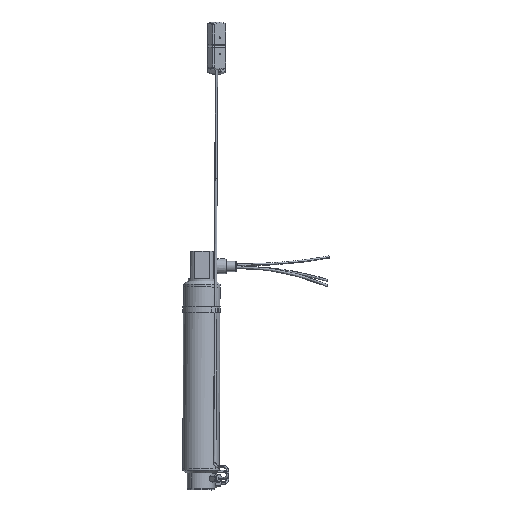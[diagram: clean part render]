
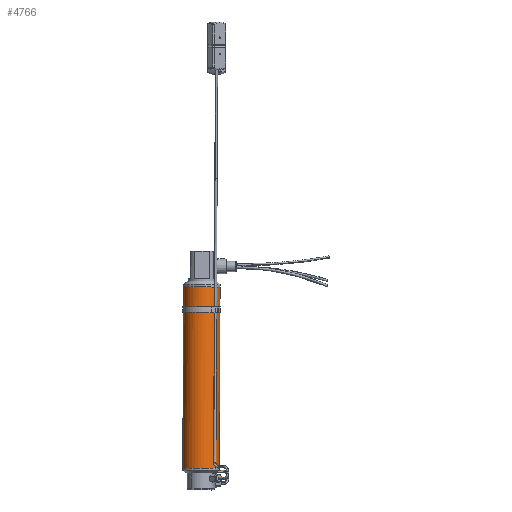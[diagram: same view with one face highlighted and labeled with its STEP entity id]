
A CAD part, front view. The second image highlights one B-rep face of the part: STEP entity #4766.
In plain terms, the highlighted cylindrical face has radius 25.4 mm (diameter 50.8 mm), a partial arc.
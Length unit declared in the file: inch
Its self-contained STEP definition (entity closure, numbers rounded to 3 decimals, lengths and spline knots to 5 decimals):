
#237 = AXIS2_PLACEMENT_3D ( 'NONE', #8277, #6976, #8179 ) ;
#1061 = CARTESIAN_POINT ( 'NONE',  ( 0.23473, -0.22234, -14.55703 ) ) ;
#1139 = CARTESIAN_POINT ( 'NONE',  ( -0.76526, -0.22233, -14.55277 ) ) ;
#2482 = DIRECTION ( 'NONE',  ( 1., 0., -0.004 ) ) ;
#3001 = VECTOR ( 'NONE', #14062, 39.37008 ) ;
#3029 = EDGE_CURVE ( 'NONE', #16786, #12353, #11700, .T. ) ;
#3362 = DIRECTION ( 'NONE',  ( -0.004, -0.004, -1. ) ) ;
#4356 = CARTESIAN_POINT ( 'NONE',  ( -1.76525, -0.22232, -14.5485 ) ) ;
#4454 = AXIS2_PLACEMENT_3D ( 'NONE', #1139, #10295, #2482 ) ;
#4723 = ORIENTED_EDGE ( 'NONE', *, *, #16766, .F. ) ;
#4750 = VERTEX_POINT ( 'NONE', #4356 ) ;
#4766 = ADVANCED_FACE ( 'NONE', ( #12059 ), #11235, .T. ) ;
#5002 = CARTESIAN_POINT ( 'NONE',  ( 0.27712, -0.17995, -4.61721 ) ) ;
#5472 = AXIS2_PLACEMENT_3D ( 'NONE', #11193, #3362, #12520 ) ;
#5670 = LINE ( 'NONE', #12755, #3001 ) ;
#6354 = VERTEX_POINT ( 'NONE', #10756 ) ;
#6976 = DIRECTION ( 'NONE',  ( 0.004, 0.004, 1. ) ) ;
#7247 = CIRCLE ( 'NONE', #4454, 1. ) ;
#8124 = LINE ( 'NONE', #1061, #10774 ) ;
#8179 = DIRECTION ( 'NONE',  ( 1., 0., -0.004 ) ) ;
#8277 = CARTESIAN_POINT ( 'NONE',  ( -0.76526, -0.22233, -14.55277 ) ) ;
#8376 = ORIENTED_EDGE ( 'NONE', *, *, #3029, .T. ) ;
#8453 = ORIENTED_EDGE ( 'NONE', *, *, #9574, .T. ) ;
#9574 = EDGE_CURVE ( 'NONE', #6354, #16786, #8124, .T. ) ;
#10295 = DIRECTION ( 'NONE',  ( 0.004, 0.004, 1. ) ) ;
#10756 = CARTESIAN_POINT ( 'NONE',  ( 0.23473, -0.22234, -14.55703 ) ) ;
#10774 = VECTOR ( 'NONE', #15386, 39.37008 ) ;
#11193 = CARTESIAN_POINT ( 'NONE',  ( -0.72287, -0.17994, -4.61295 ) ) ;
#11235 = CYLINDRICAL_SURFACE ( 'NONE', #237, 1. ) ;
#11648 = EDGE_LOOP ( 'NONE', ( #4723, #14127, #8453, #8376 ) ) ;
#11700 = CIRCLE ( 'NONE', #5472, 1. ) ;
#12059 = FACE_OUTER_BOUND ( 'NONE', #11648, .T. ) ;
#12236 = EDGE_CURVE ( 'NONE', #4750, #6354, #7247, .T. ) ;
#12353 = VERTEX_POINT ( 'NONE', #14659 ) ;
#12520 = DIRECTION ( 'NONE',  ( 1., 0., -0.004 ) ) ;
#12755 = CARTESIAN_POINT ( 'NONE',  ( -1.76525, -0.22232, -14.5485 ) ) ;
#14062 = DIRECTION ( 'NONE',  ( 0.004, 0.004, 1. ) ) ;
#14127 = ORIENTED_EDGE ( 'NONE', *, *, #12236, .T. ) ;
#14659 = CARTESIAN_POINT ( 'NONE',  ( -1.72286, -0.17993, -4.60868 ) ) ;
#15386 = DIRECTION ( 'NONE',  ( 0.004, 0.004, 1. ) ) ;
#16766 = EDGE_CURVE ( 'NONE', #4750, #12353, #5670, .T. ) ;
#16786 = VERTEX_POINT ( 'NONE', #5002 ) ;
